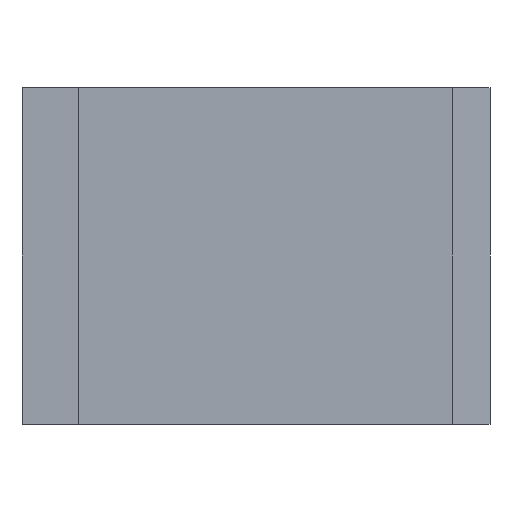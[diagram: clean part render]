
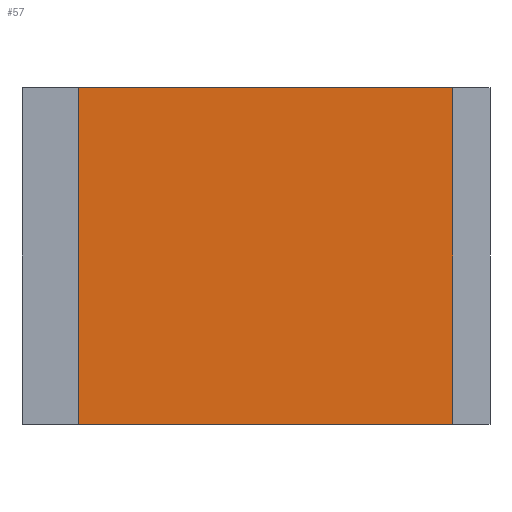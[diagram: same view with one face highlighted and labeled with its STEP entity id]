
A CAD part, left-side view. The second image highlights one B-rep face of the part: STEP entity #57.
In plain terms, the highlighted planar face has unit normal (-1, 0, 0).
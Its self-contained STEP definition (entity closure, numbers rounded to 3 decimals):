
#57 = ADVANCED_FACE( '', ( #117 ), #118, .F. );
#117 = FACE_OUTER_BOUND( '', #178, .T. );
#118 = PLANE( '', #179 );
#178 = EDGE_LOOP( '', ( #281, #282, #283, #284 ) );
#179 = AXIS2_PLACEMENT_3D( '', #285, #286, #287 );
#281 = ORIENTED_EDGE( '', *, *, #374, .T. );
#282 = ORIENTED_EDGE( '', *, *, #366, .F. );
#283 = ORIENTED_EDGE( '', *, *, #338, .F. );
#284 = ORIENTED_EDGE( '', *, *, #349, .T. );
#285 = CARTESIAN_POINT( '', ( -48., 88., 72. ) );
#286 = DIRECTION( '', ( 1., 0., 0. ) );
#287 = DIRECTION( '', ( 0., 0., -1. ) );
#338 = EDGE_CURVE( '', #392, #394, #395, .T. );
#349 = EDGE_CURVE( '', #392, #412, #414, .T. );
#366 = EDGE_CURVE( '', #394, #437, #439, .T. );
#374 = EDGE_CURVE( '', #412, #437, #449, .T. );
#392 = VERTEX_POINT( '', #471 );
#394 = VERTEX_POINT( '', #474 );
#395 = LINE( '', #475, #476 );
#412 = VERTEX_POINT( '', #499 );
#414 = LINE( '', #502, #503 );
#437 = VERTEX_POINT( '', #535 );
#439 = LINE( '', #538, #539 );
#449 = LINE( '', #553, #554 );
#471 = CARTESIAN_POINT( '', ( -48., 88., 72. ) );
#474 = CARTESIAN_POINT( '', ( -48., 8., 72. ) );
#475 = CARTESIAN_POINT( '', ( -48., 88., 72. ) );
#476 = VECTOR( '', #574, 1000. );
#499 = CARTESIAN_POINT( '', ( -48., 88., 0. ) );
#502 = CARTESIAN_POINT( '', ( -48., 88., 72. ) );
#503 = VECTOR( '', #585, 1000. );
#535 = CARTESIAN_POINT( '', ( -48., 8., 0. ) );
#538 = CARTESIAN_POINT( '', ( -48., 8., 72. ) );
#539 = VECTOR( '', #602, 1000. );
#553 = CARTESIAN_POINT( '', ( -48., 88., 0. ) );
#554 = VECTOR( '', #607, 1000. );
#574 = DIRECTION( '', ( 0., -1., 0. ) );
#585 = DIRECTION( '', ( 0., 0., -1. ) );
#602 = DIRECTION( '', ( 0., 0., -1. ) );
#607 = DIRECTION( '', ( 0., -1., 0. ) );
